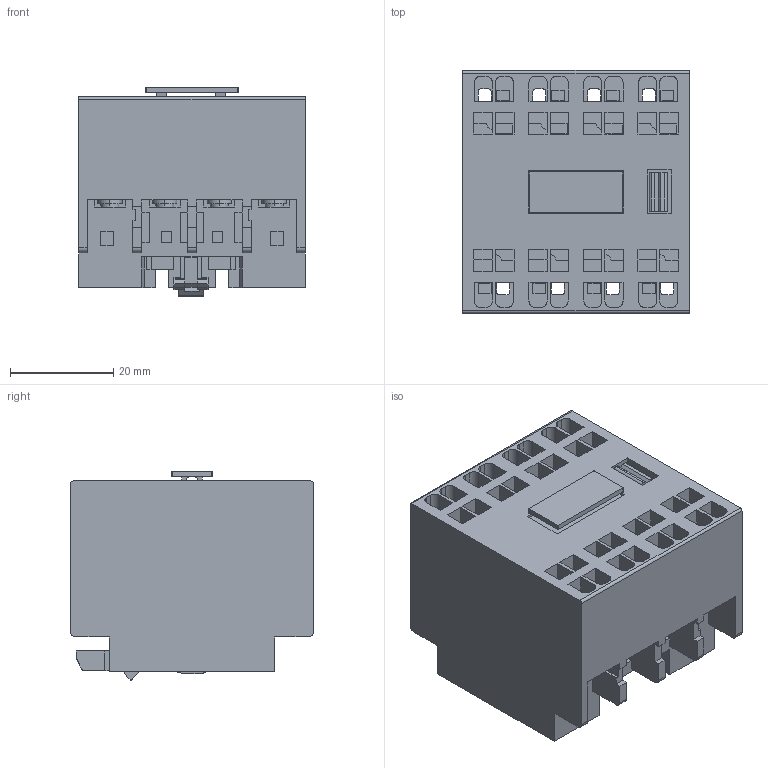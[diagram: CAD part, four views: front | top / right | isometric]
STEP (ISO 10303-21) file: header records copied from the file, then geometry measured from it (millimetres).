
FILE_DESCRIPTION((''),'2;1');
FILE_NAME('1642572975352_ASM','2022-01-19T11:46:36',('SESA540900'),('Schneider-Electric'),'CREO PARAMETRIC BY PTC INC, 2019471','CREO PARAMETRIC BY PTC INC, 2019471','');
FILE_SCHEMA(('AP242_MANAGED_MODEL_BASED_3D_ENGINEERING_MIM_LF { 1 0 10303 442 1 1 4 }'));
Length unit declared in the file: millimetre
Products named in the file (4): EMPTYNODE_1642572975903_ASM; LADNXX3-4CT-3D-SIMPLIFIED; LADNXX3-4CT-3D_ASM; 1642572975352_ASM
Assembly tree (3 placements, depth 3):
  1642572975352_ASM
    EMPTYNODE_1642572975903_ASM
    LADNXX3-4CT-3D_ASM
      LADNXX3-4CT-3D-SIMPLIFIED
Bounding box: 43.9 x 47 x 40.39 mm (x, y, z)
Volume: 48038.3 mm3; surface area: 27605.1 mm2
Topology: 1 solids, 1 shells, 971 faces, 2676 edges, 1788 vertices
Faces by surface type: plane 845, cylinder 78, extrusion 48
Entity records: 43426 total; most frequent: CARTESIAN_POINT 5884, ORIENTED_EDGE 5312, DIRECTION 4777, PRESENTATION_STYLE_ASSIGNMENT 3039, STYLED_ITEM 2682, CURVE_STYLE 2681, EDGE_CURVE 2656, VECTOR 2465
